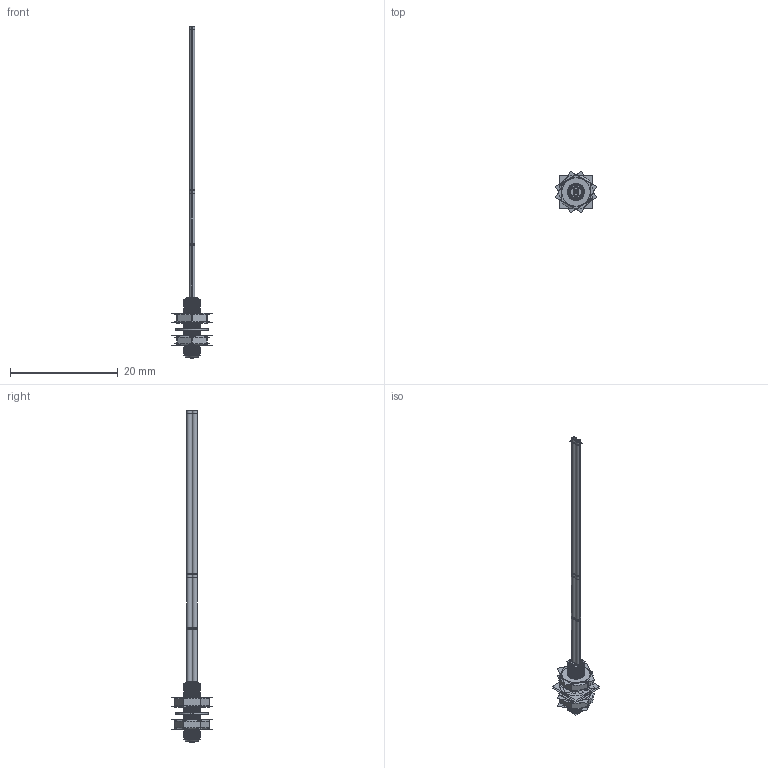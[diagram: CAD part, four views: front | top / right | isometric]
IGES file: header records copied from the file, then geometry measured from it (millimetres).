
Start section:  PTC IGES file: 161878.igs
Global section: file name: 161878.igs; native system: Creo Parametric by Parametric Technology Corporation; preprocessor: 2013230; author: pdmadmin; organization: Unknown; date: 20160105.122830; units: millimetre
Bounding box: 7.67 x 7.67 x 61.73 mm (x, y, z)
Volume: 196.3 mm3; surface area: 4839.6 mm2
Topology: 8 solids, 10 shells, 768 faces, 3908 edges, 5072 vertices
Faces by surface type: revolution 656, bspline 112
